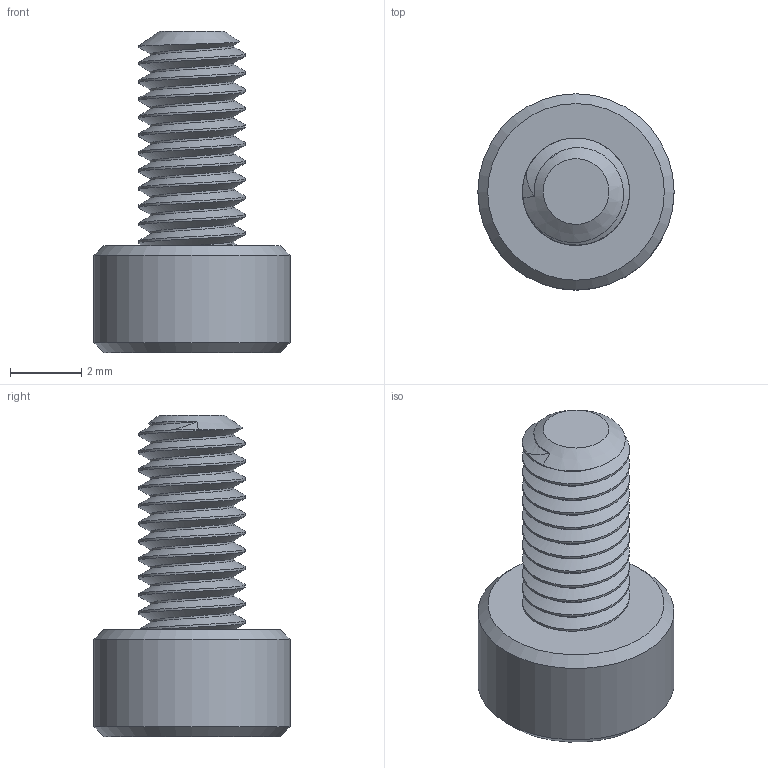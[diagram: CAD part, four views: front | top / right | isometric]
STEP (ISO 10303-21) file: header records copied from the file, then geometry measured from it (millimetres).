
FILE_DESCRIPTION(/* description */ (''),/* implementation_level */ '2;1');
FILE_NAME(/* name */ '91292A111_18-8 Stainless Steel Socket Head Screw_1_ipt_de3b2aaa.STEP',/* time_stamp */ '2024-05-28T16:08:03+01:00',/* author */ ('rlndo'),/* organization */ (''),/* preprocessor_version */ 'ST-DEVELOPER v16.13',/* originating_system */ 'Autodesk Inventor 2018',/* authorisation */ '');
FILE_SCHEMA (('AUTOMOTIVE_DESIGN { 1 0 10303 214 3 1 1 }'));
Length unit declared in the file: millimetre
Products named in the file (1): 91292A111_18-8 Stainless Steel Socket Head Screw_1
Bounding box: 5.5 x 5.5 x 9 mm (x, y, z)
Volume: 93.4 mm3; surface area: 194.5 mm2
Topology: 1 solids, 1 shells, 25 faces, 49 edges, 28 vertices
Faces by surface type: cone 10, plane 10, cylinder 3, bspline 2
Full cylindrical faces by diameter (mm): 5.5 x1
Entity records: 2867 total; most frequent: CARTESIAN_POINT 2390, DIRECTION 88, ORIENTED_EDGE 82, EDGE_CURVE 41, AXIS2_PLACEMENT_3D 38, EDGE_LOOP 30, VERTEX_POINT 25, FACE_OUTER_BOUND 24
